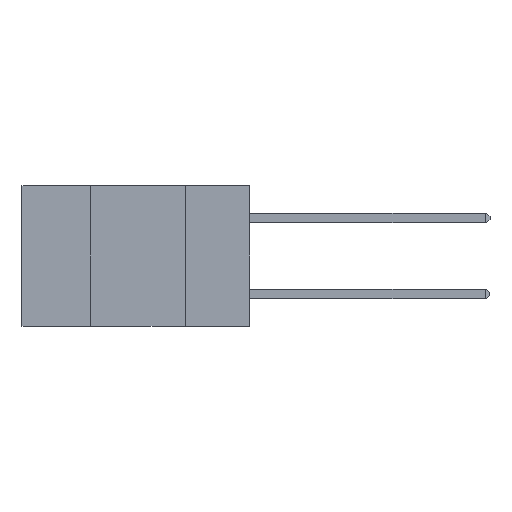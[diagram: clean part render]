
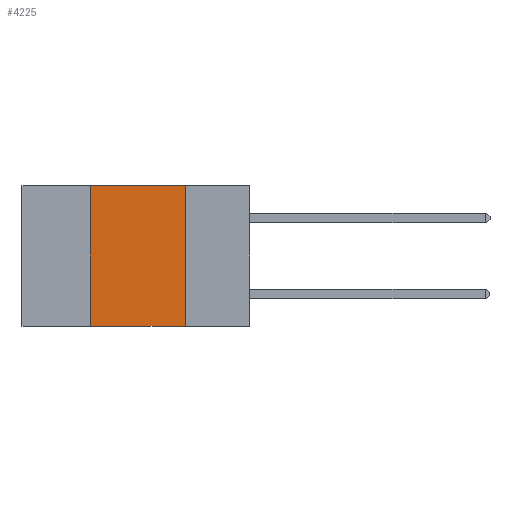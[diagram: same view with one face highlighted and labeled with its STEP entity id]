
A CAD part, left-side view. The second image highlights one B-rep face of the part: STEP entity #4225.
In plain terms, the highlighted planar face has unit normal (-1, 0, 0).
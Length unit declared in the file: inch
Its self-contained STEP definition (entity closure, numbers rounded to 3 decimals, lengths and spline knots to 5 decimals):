
#170 = VERTEX_POINT ( 'NONE', #7912 ) ;
#182 = VECTOR ( 'NONE', #1107, 39.37008 ) ;
#234 = VECTOR ( 'NONE', #2019, 39.37008 ) ;
#544 = CARTESIAN_POINT ( 'NONE',  ( 0., 0.42, -0.37 ) ) ;
#674 = VERTEX_POINT ( 'NONE', #544 ) ;
#704 = EDGE_CURVE ( 'NONE', #1490, #170, #4331, .T. ) ;
#799 = LINE ( 'NONE', #1963, #2841 ) ;
#1107 = DIRECTION ( 'NONE',  ( 0., -1., 0. ) ) ;
#1131 = CARTESIAN_POINT ( 'NONE',  ( 0., 0.42, 0. ) ) ;
#1394 = PLANE ( 'NONE',  #2902 ) ;
#1458 = ORIENTED_EDGE ( 'NONE', *, *, #704, .F. ) ;
#1474 = ORIENTED_EDGE ( 'NONE', *, *, #8750, .F. ) ;
#1490 = VERTEX_POINT ( 'NONE', #4477 ) ;
#1523 = ORIENTED_EDGE ( 'NONE', *, *, #5562, .F. ) ;
#1556 = ORIENTED_EDGE ( 'NONE', *, *, #8705, .T. ) ;
#1963 = CARTESIAN_POINT ( 'NONE',  ( 0., 0.6, -0.37 ) ) ;
#2019 = DIRECTION ( 'NONE',  ( 0., 0., 1. ) ) ;
#2616 = LINE ( 'NONE', #1131, #234 ) ;
#2806 = DIRECTION ( 'NONE',  ( 0., -1., 0. ) ) ;
#2841 = VECTOR ( 'NONE', #2806, 39.37008 ) ;
#2902 = AXIS2_PLACEMENT_3D ( 'NONE', #6415, #8381, #8361 ) ;
#4225 = ADVANCED_FACE ( 'NONE', ( #5184 ), #1394, .F. ) ;
#4331 = LINE ( 'NONE', #6777, #6216 ) ;
#4477 = CARTESIAN_POINT ( 'NONE',  ( 0., 0.17, 0. ) ) ;
#5149 = VERTEX_POINT ( 'NONE', #9418 ) ;
#5184 = FACE_OUTER_BOUND ( 'NONE', #6562, .T. ) ;
#5562 = EDGE_CURVE ( 'NONE', #674, #5149, #2616, .T. ) ;
#5836 = CARTESIAN_POINT ( 'NONE',  ( 0., 0.6, 0. ) ) ;
#6069 = DIRECTION ( 'NONE',  ( 0., 0., -1. ) ) ;
#6216 = VECTOR ( 'NONE', #6069, 39.37008 ) ;
#6415 = CARTESIAN_POINT ( 'NONE',  ( 0., 0.6, 0. ) ) ;
#6542 = LINE ( 'NONE', #5836, #182 ) ;
#6562 = EDGE_LOOP ( 'NONE', ( #1458, #1474, #1523, #1556 ) ) ;
#6777 = CARTESIAN_POINT ( 'NONE',  ( 0., 0.17, 0. ) ) ;
#7912 = CARTESIAN_POINT ( 'NONE',  ( 0., 0.17, -0.37 ) ) ;
#8361 = DIRECTION ( 'NONE',  ( 0., 0., -1. ) ) ;
#8381 = DIRECTION ( 'NONE',  ( 1., 0., 0. ) ) ;
#8705 = EDGE_CURVE ( 'NONE', #674, #170, #799, .T. ) ;
#8750 = EDGE_CURVE ( 'NONE', #5149, #1490, #6542, .T. ) ;
#9418 = CARTESIAN_POINT ( 'NONE',  ( 0., 0.42, 0. ) ) ;
